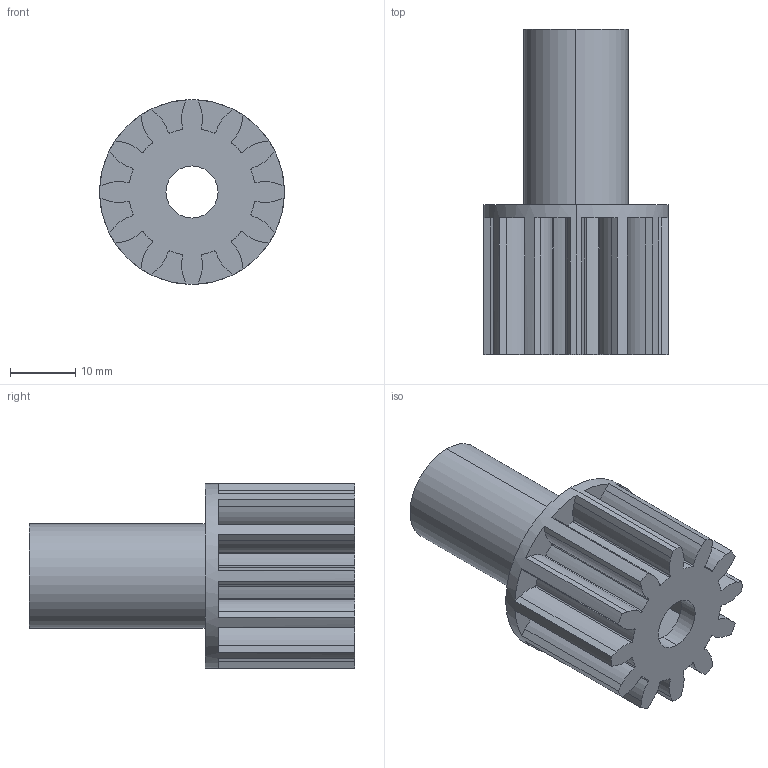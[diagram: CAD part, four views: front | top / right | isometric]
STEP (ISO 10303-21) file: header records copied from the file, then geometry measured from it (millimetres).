
FILE_DESCRIPTION (( 'STEP AP203' ), '1' );
FILE_NAME ('3_842_501_576_Bosch.step', '2024-06-10T09:33:42', ( '' ), ( '' ), 'SwSTEP 2.0', 'SolidWorks 2014', '' );
FILE_SCHEMA (( 'CONFIG_CONTROL_DESIGN' ));
Length unit declared in the file: millimetre
Products named in the file (1): 3_842_501_576_Bosch
Bounding box: 28.4 x 50 x 28.4 mm (x, y, z)
Volume: 11568.8 mm3; surface area: 7824.9 mm2
Topology: 1 solids, 1 shells, 112 faces, 324 edges, 216 vertices
Faces by surface type: cylinder 66, plane 46
Entity records: 3845 total; most frequent: DIRECTION 706, CARTESIAN_POINT 653, ORIENTED_EDGE 648, EDGE_CURVE 324, AXIS2_PLACEMENT_3D 269, VERTEX_POINT 216, VECTOR 168, LINE 168
